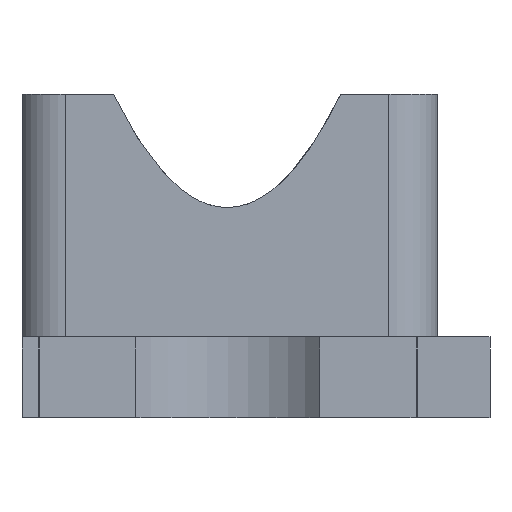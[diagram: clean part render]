
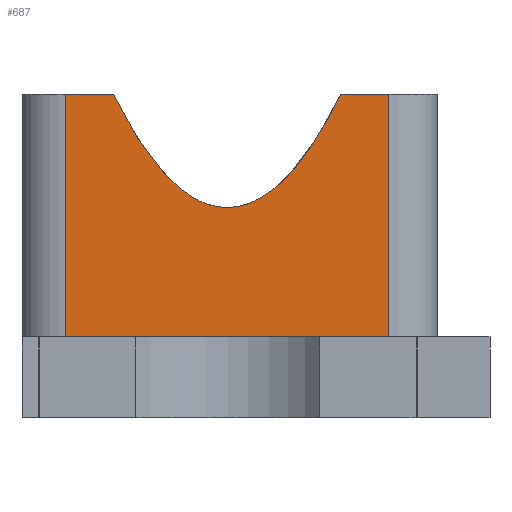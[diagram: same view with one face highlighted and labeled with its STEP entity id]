
A CAD part, front view. The second image highlights one B-rep face of the part: STEP entity #687.
In plain terms, the highlighted planar face has unit normal (0, -1, 0).
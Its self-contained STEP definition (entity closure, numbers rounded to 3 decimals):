
#47=PLANE('',#735);
#73=FACE_OUTER_BOUND('',#111,.T.);
#111=EDGE_LOOP('',(#499,#500,#501,#502,#503,#504));
#154=LINE('',#1277,#222);
#155=LINE('',#1279,#223);
#156=LINE('',#1281,#224);
#157=LINE('',#1283,#225);
#158=LINE('',#1284,#226);
#222=VECTOR('',#804,10.);
#223=VECTOR('',#805,10.);
#224=VECTOR('',#806,10.);
#225=VECTOR('',#807,10.);
#226=VECTOR('',#808,10.);
#286=B_SPLINE_CURVE_WITH_KNOTS('',3,(#1128,#1129,#1130,#1131,#1132,#1133,
#1134,#1135,#1136,#1137,#1138,#1139,#1140,#1141,#1142,#1143,#1144,#1145,
#1146,#1147,#1148,#1149,#1150,#1151,#1152,#1153,#1154,#1155),
 .UNSPECIFIED.,.F.,.F.,(4,2,2,2,2,2,2,2,2,2,2,2,2,4),(0.,0.069,
0.293,0.371,0.407,0.42,
0.427,0.434,0.444,0.464,
0.508,0.574,0.688,0.878),
 .UNSPECIFIED.);
#303=VERTEX_POINT('',#1126);
#304=VERTEX_POINT('',#1127);
#315=VERTEX_POINT('',#1276);
#316=VERTEX_POINT('',#1278);
#317=VERTEX_POINT('',#1280);
#318=VERTEX_POINT('',#1282);
#372=EDGE_CURVE('',#303,#304,#286,.T.);
#388=EDGE_CURVE('',#315,#303,#154,.T.);
#389=EDGE_CURVE('',#316,#315,#155,.T.);
#390=EDGE_CURVE('',#317,#316,#156,.T.);
#391=EDGE_CURVE('',#317,#318,#157,.T.);
#392=EDGE_CURVE('',#304,#318,#158,.T.);
#499=ORIENTED_EDGE('',*,*,#372,.F.);
#500=ORIENTED_EDGE('',*,*,#388,.F.);
#501=ORIENTED_EDGE('',*,*,#389,.F.);
#502=ORIENTED_EDGE('',*,*,#390,.F.);
#503=ORIENTED_EDGE('',*,*,#391,.T.);
#504=ORIENTED_EDGE('',*,*,#392,.F.);
#687=ADVANCED_FACE('',(#73),#47,.T.);
#735=AXIS2_PLACEMENT_3D('',#1275,#802,#803);
#802=DIRECTION('center_axis',(0.,-1.,0.));
#803=DIRECTION('ref_axis',(1.,0.,0.));
#804=DIRECTION('',(1.,0.,0.));
#805=DIRECTION('',(0.,0.,1.));
#806=DIRECTION('',(-1.,0.,0.));
#807=DIRECTION('',(0.,0.,1.));
#808=DIRECTION('',(1.,0.,0.));
#1126=CARTESIAN_POINT('',(-2.805,-6.2,-25.55));
#1127=CARTESIAN_POINT('',(2.805,-6.2,-25.55));
#1128=CARTESIAN_POINT('Ctrl Pts',(-2.805,-6.2,-25.55));
#1129=CARTESIAN_POINT('Ctrl Pts',(-2.705,-6.2,-25.757));
#1130=CARTESIAN_POINT('Ctrl Pts',(-2.599,-6.2,-25.964));
#1131=CARTESIAN_POINT('Ctrl Pts',(-2.126,-6.2,-26.818));
#1132=CARTESIAN_POINT('Ctrl Pts',(-1.671,-6.2,-27.483));
#1133=CARTESIAN_POINT('Ctrl Pts',(-0.949,-6.2,
-28.052));
#1134=CARTESIAN_POINT('Ctrl Pts',(-0.744,-6.2,
-28.177));
#1135=CARTESIAN_POINT('Ctrl Pts',(-0.416,-6.2,
-28.294));
#1136=CARTESIAN_POINT('Ctrl Pts',(-0.308,-6.2,
-28.322));
#1137=CARTESIAN_POINT('Ctrl Pts',(-0.16,-6.2,
-28.342));
#1138=CARTESIAN_POINT('Ctrl Pts',(-0.123,-6.2,
-28.345));
#1139=CARTESIAN_POINT('Ctrl Pts',(-0.062,-6.2,
-28.349));
#1140=CARTESIAN_POINT('Ctrl Pts',(-0.038,-6.2,
-28.35));
#1141=CARTESIAN_POINT('Ctrl Pts',(0.007,-6.2,
-28.35));
#1142=CARTESIAN_POINT('Ctrl Pts',(0.029,-6.2,
-28.35));
#1143=CARTESIAN_POINT('Ctrl Pts',(0.079,-6.2,
-28.348));
#1144=CARTESIAN_POINT('Ctrl Pts',(0.108,-6.2,-28.346));
#1145=CARTESIAN_POINT('Ctrl Pts',(0.198,-6.2,-28.338));
#1146=CARTESIAN_POINT('Ctrl Pts',(0.259,-6.2,-28.328));
#1147=CARTESIAN_POINT('Ctrl Pts',(0.449,-6.2,-28.287));
#1148=CARTESIAN_POINT('Ctrl Pts',(0.573,-6.2,-28.242));
#1149=CARTESIAN_POINT('Ctrl Pts',(0.875,-6.2,-28.098));
#1150=CARTESIAN_POINT('Ctrl Pts',(1.045,-6.2,-27.982));
#1151=CARTESIAN_POINT('Ctrl Pts',(1.466,-6.2,-27.63));
#1152=CARTESIAN_POINT('Ctrl Pts',(1.704,-6.2,-27.356));
#1153=CARTESIAN_POINT('Ctrl Pts',(2.253,-6.2,-26.612));
#1154=CARTESIAN_POINT('Ctrl Pts',(2.554,-6.2,-26.07));
#1155=CARTESIAN_POINT('Ctrl Pts',(2.805,-6.2,-25.55));
#1275=CARTESIAN_POINT('Origin',(-4.,-6.2,-31.55));
#1276=CARTESIAN_POINT('',(-4.,-6.2,-25.55));
#1277=CARTESIAN_POINT('',(-4.,-6.2,-25.55));
#1278=CARTESIAN_POINT('',(-4.,-6.2,-31.55));
#1279=CARTESIAN_POINT('',(-4.,-6.2,-31.55));
#1280=CARTESIAN_POINT('',(4.,-6.2,-31.55));
#1281=CARTESIAN_POINT('',(-1.645,-6.2,-31.55));
#1282=CARTESIAN_POINT('',(4.,-6.2,-25.55));
#1283=CARTESIAN_POINT('',(4.,-6.2,-31.55));
#1284=CARTESIAN_POINT('',(-4.,-6.2,-25.55));
